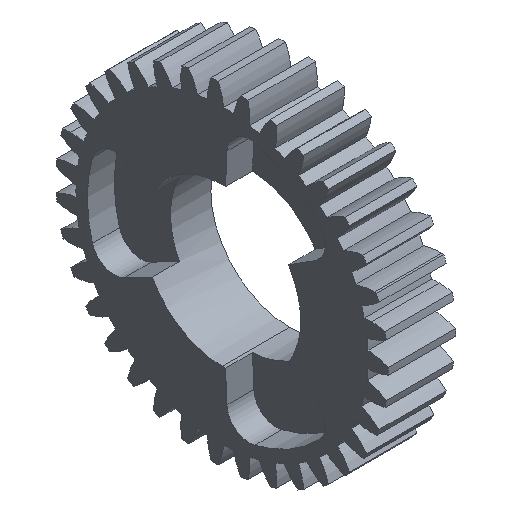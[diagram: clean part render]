
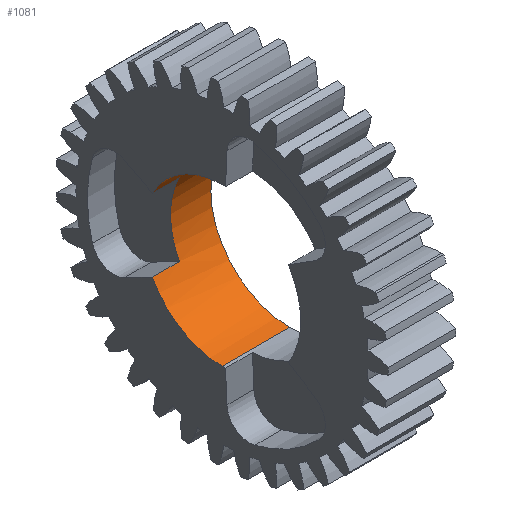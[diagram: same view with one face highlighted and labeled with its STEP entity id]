
A CAD part, isometric view. The second image highlights one B-rep face of the part: STEP entity #1081.
In plain terms, the highlighted cylindrical face has radius 11.113 mm (diameter 22.225 mm), a partial arc.
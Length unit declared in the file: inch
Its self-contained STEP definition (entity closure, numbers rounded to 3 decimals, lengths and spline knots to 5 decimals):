
#25 = CARTESIAN_POINT ( 'NONE',  ( -1.60129, 0.39178, 0.33919 ) ) ;
#249 = ORIENTED_EDGE ( 'NONE', *, *, #5527, .T. ) ;
#376 = VERTEX_POINT ( 'NONE', #3092 ) ;
#386 = ORIENTED_EDGE ( 'NONE', *, *, #820, .T. ) ;
#650 = CARTESIAN_POINT ( 'NONE',  ( -1.82629, 0.77985, 0.97871 ) ) ;
#655 = CIRCLE ( 'NONE', #3288, 0.4375 ) ;
#659 = VERTEX_POINT ( 'NONE', #816 ) ;
#718 = ORIENTED_EDGE ( 'NONE', *, *, #3439, .F. ) ;
#782 = DIRECTION ( 'NONE',  ( -1., 0., 0. ) ) ;
#816 = CARTESIAN_POINT ( 'NONE',  ( -1.97629, 0.77985, 0.97871 ) ) ;
#820 = EDGE_CURVE ( 'NONE', #4679, #376, #655, .T. ) ;
#927 = CIRCLE ( 'NONE', #5710, 0.4375 ) ;
#941 = LINE ( 'NONE', #3944, #3246 ) ;
#942 = DIRECTION ( 'NONE',  ( 1., 0., 0. ) ) ;
#987 = CARTESIAN_POINT ( 'NONE',  ( -1.60129, 0.39178, 0.77669 ) ) ;
#1081 = ADVANCED_FACE ( 'NONE', ( #1795 ), #2859, .F. ) ;
#1358 = DIRECTION ( 'NONE',  ( -1., 0., 0. ) ) ;
#1458 = CARTESIAN_POINT ( 'NONE',  ( -1.82629, 0.39178, 0.77669 ) ) ;
#1464 = EDGE_LOOP ( 'NONE', ( #718, #3070, #249, #3136, #3484, #386, #2113, #1816 ) ) ;
#1602 = CARTESIAN_POINT ( 'NONE',  ( -1.97629, 0.39178, 0.77669 ) ) ;
#1645 = CARTESIAN_POINT ( 'NONE',  ( -1.97629, 0.39178, 0.33919 ) ) ;
#1654 = EDGE_CURVE ( 'NONE', #4538, #5504, #3961, .T. ) ;
#1723 = VECTOR ( 'NONE', #4252, 39.37008 ) ;
#1795 = FACE_OUTER_BOUND ( 'NONE', #1464, .T. ) ;
#1800 = AXIS2_PLACEMENT_3D ( 'NONE', #3540, #782, #3993 ) ;
#1816 = ORIENTED_EDGE ( 'NONE', *, *, #1654, .T. ) ;
#1912 = DIRECTION ( 'NONE',  ( 0., 0., 1. ) ) ;
#1935 = VECTOR ( 'NONE', #1358, 39.37008 ) ;
#2042 = CARTESIAN_POINT ( 'NONE',  ( -1.82629, 0.77985, 0.97871 ) ) ;
#2113 = ORIENTED_EDGE ( 'NONE', *, *, #2515, .T. ) ;
#2281 = VECTOR ( 'NONE', #4332, 39.37008 ) ;
#2445 = CARTESIAN_POINT ( 'NONE',  ( 0.02372, 0.39178, 0.77669 ) ) ;
#2515 = EDGE_CURVE ( 'NONE', #376, #4538, #5548, .T. ) ;
#2753 = EDGE_CURVE ( 'NONE', #3455, #5404, #927, .T. ) ;
#2822 = DIRECTION ( 'NONE',  ( -1., 0., 0. ) ) ;
#2859 = CYLINDRICAL_SURFACE ( 'NONE', #4686, 0.4375 ) ;
#2969 = DIRECTION ( 'NONE',  ( 0., 0., -1. ) ) ;
#3070 = ORIENTED_EDGE ( 'NONE', *, *, #2753, .T. ) ;
#3092 = CARTESIAN_POINT ( 'NONE',  ( -1.82629, 0.77985, 0.57468 ) ) ;
#3098 = LINE ( 'NONE', #3763, #1723 ) ;
#3136 = ORIENTED_EDGE ( 'NONE', *, *, #5580, .T. ) ;
#3204 = CARTESIAN_POINT ( 'NONE',  ( -1.82629, 0.77985, 0.57468 ) ) ;
#3246 = VECTOR ( 'NONE', #4413, 39.37008 ) ;
#3288 = AXIS2_PLACEMENT_3D ( 'NONE', #1458, #2822, #5529 ) ;
#3312 = CARTESIAN_POINT ( 'NONE',  ( -1.97629, 0.77985, 0.57468 ) ) ;
#3439 = EDGE_CURVE ( 'NONE', #3455, #5504, #3098, .T. ) ;
#3455 = VERTEX_POINT ( 'NONE', #25 ) ;
#3484 = ORIENTED_EDGE ( 'NONE', *, *, #3806, .F. ) ;
#3525 = LINE ( 'NONE', #2042, #2281 ) ;
#3540 = CARTESIAN_POINT ( 'NONE',  ( -1.97629, 0.39178, 0.77669 ) ) ;
#3763 = CARTESIAN_POINT ( 'NONE',  ( 0.02372, 0.39178, 0.33919 ) ) ;
#3806 = EDGE_CURVE ( 'NONE', #4679, #659, #3525, .T. ) ;
#3944 = CARTESIAN_POINT ( 'NONE',  ( 0.02372, 0.39178, 1.21419 ) ) ;
#3961 = CIRCLE ( 'NONE', #5358, 0.4375 ) ;
#3993 = DIRECTION ( 'NONE',  ( 0., 0., -1. ) ) ;
#4113 = VERTEX_POINT ( 'NONE', #5074 ) ;
#4135 = DIRECTION ( 'NONE',  ( -1., 0., 0. ) ) ;
#4252 = DIRECTION ( 'NONE',  ( -1., 0., 0. ) ) ;
#4332 = DIRECTION ( 'NONE',  ( -1., 0., 0. ) ) ;
#4413 = DIRECTION ( 'NONE',  ( -1., 0., 0. ) ) ;
#4538 = VERTEX_POINT ( 'NONE', #3312 ) ;
#4679 = VERTEX_POINT ( 'NONE', #650 ) ;
#4686 = AXIS2_PLACEMENT_3D ( 'NONE', #2445, #4135, #5171 ) ;
#5074 = CARTESIAN_POINT ( 'NONE',  ( -1.97629, 0.39178, 1.21419 ) ) ;
#5171 = DIRECTION ( 'NONE',  ( 0., 0., 1. ) ) ;
#5186 = CARTESIAN_POINT ( 'NONE',  ( -1.60129, 0.39178, 1.21419 ) ) ;
#5353 = CIRCLE ( 'NONE', #1800, 0.4375 ) ;
#5358 = AXIS2_PLACEMENT_3D ( 'NONE', #1602, #5701, #2969 ) ;
#5404 = VERTEX_POINT ( 'NONE', #5186 ) ;
#5504 = VERTEX_POINT ( 'NONE', #1645 ) ;
#5527 = EDGE_CURVE ( 'NONE', #5404, #4113, #941, .T. ) ;
#5529 = DIRECTION ( 'NONE',  ( 0., 0., 1. ) ) ;
#5548 = LINE ( 'NONE', #3204, #1935 ) ;
#5580 = EDGE_CURVE ( 'NONE', #4113, #659, #5353, .T. ) ;
#5701 = DIRECTION ( 'NONE',  ( -1., 0., 0. ) ) ;
#5710 = AXIS2_PLACEMENT_3D ( 'NONE', #987, #942, #1912 ) ;
